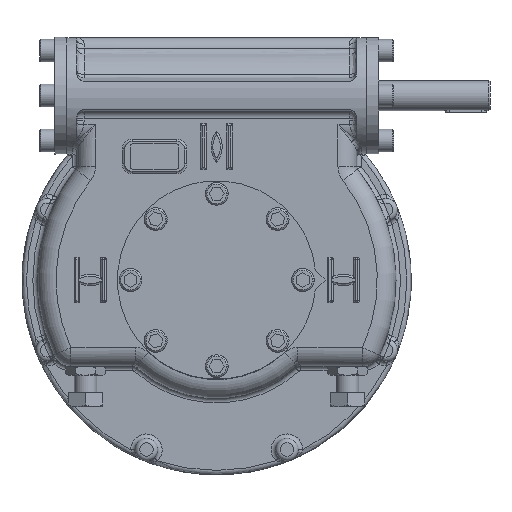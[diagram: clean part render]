
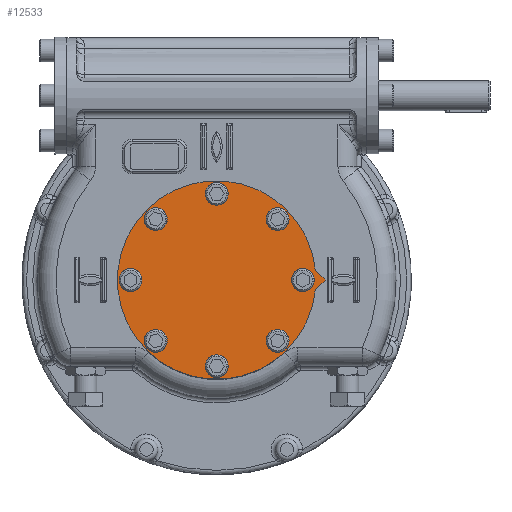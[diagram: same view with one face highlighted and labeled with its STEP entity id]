
A CAD part, top view. The second image highlights one B-rep face of the part: STEP entity #12533.
In plain terms, the highlighted planar face has unit normal (0, 0, 1).
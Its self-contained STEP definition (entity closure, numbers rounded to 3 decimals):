
#978=LINE('',#27365,#1749);
#981=LINE('',#27370,#1752);
#1749=VECTOR('',#16782,1000.);
#1752=VECTOR('',#16787,1000.);
#2207=PLANE('',#14111);
#2507=CIRCLE('',#14099,132.5);
#2516=CIRCLE('',#14112,10.5);
#2517=CIRCLE('',#14113,10.5);
#2518=CIRCLE('',#14114,10.5);
#2519=CIRCLE('',#14115,10.5);
#2520=CIRCLE('',#14116,10.5);
#2521=CIRCLE('',#14117,10.5);
#2522=CIRCLE('',#14118,10.5);
#2523=CIRCLE('',#14119,10.5);
#4845=ORIENTED_EDGE('',*,*,#7460,.F.);
#4846=ORIENTED_EDGE('',*,*,#7461,.F.);
#4847=ORIENTED_EDGE('',*,*,#7462,.F.);
#4848=ORIENTED_EDGE('',*,*,#7463,.F.);
#4849=ORIENTED_EDGE('',*,*,#7464,.F.);
#4850=ORIENTED_EDGE('',*,*,#7465,.F.);
#4851=ORIENTED_EDGE('',*,*,#7466,.F.);
#4852=ORIENTED_EDGE('',*,*,#7467,.F.);
#4853=ORIENTED_EDGE('',*,*,#7445,.F.);
#4854=ORIENTED_EDGE('',*,*,#7451,.F.);
#4855=ORIENTED_EDGE('',*,*,#7448,.F.);
#7445=EDGE_CURVE('',#9059,#9060,#2507,.T.);
#7448=EDGE_CURVE('',#9060,#9062,#978,.T.);
#7451=EDGE_CURVE('',#9062,#9059,#981,.T.);
#7460=EDGE_CURVE('',#9071,#9071,#2516,.T.);
#7461=EDGE_CURVE('',#9072,#9072,#2517,.T.);
#7462=EDGE_CURVE('',#9073,#9073,#2518,.T.);
#7463=EDGE_CURVE('',#9074,#9074,#2519,.T.);
#7464=EDGE_CURVE('',#9075,#9075,#2520,.T.);
#7465=EDGE_CURVE('',#9076,#9076,#2521,.T.);
#7466=EDGE_CURVE('',#9077,#9077,#2522,.T.);
#7467=EDGE_CURVE('',#9078,#9078,#2523,.T.);
#9059=VERTEX_POINT('',#27358);
#9060=VERTEX_POINT('',#27360);
#9062=VERTEX_POINT('',#27366);
#9071=VERTEX_POINT('',#27390);
#9072=VERTEX_POINT('',#27392);
#9073=VERTEX_POINT('',#27394);
#9074=VERTEX_POINT('',#27396);
#9075=VERTEX_POINT('',#27398);
#9076=VERTEX_POINT('',#27400);
#9077=VERTEX_POINT('',#27402);
#9078=VERTEX_POINT('',#27404);
#10618=EDGE_LOOP('',(#4845));
#10619=EDGE_LOOP('',(#4846));
#10620=EDGE_LOOP('',(#4847));
#10621=EDGE_LOOP('',(#4848));
#10622=EDGE_LOOP('',(#4849));
#10623=EDGE_LOOP('',(#4850));
#10624=EDGE_LOOP('',(#4851));
#10625=EDGE_LOOP('',(#4852));
#10626=EDGE_LOOP('',(#4853,#4854,#4855));
#11611=FACE_BOUND('',#10618,.T.);
#11612=FACE_BOUND('',#10619,.T.);
#11613=FACE_BOUND('',#10620,.T.);
#11614=FACE_BOUND('',#10621,.T.);
#11615=FACE_BOUND('',#10622,.T.);
#11616=FACE_BOUND('',#10623,.T.);
#11617=FACE_BOUND('',#10624,.T.);
#11618=FACE_BOUND('',#10625,.T.);
#11619=FACE_BOUND('',#10626,.T.);
#12533=ADVANCED_FACE('',(#11611,#11612,#11613,#11614,#11615,#11616,#11617,
#11618,#11619),#2207,.F.);
#14099=AXIS2_PLACEMENT_3D('',#27359,#16776,#16777);
#14111=AXIS2_PLACEMENT_3D('',#27388,#16806,#16807);
#14112=AXIS2_PLACEMENT_3D('',#27389,#16808,#16809);
#14113=AXIS2_PLACEMENT_3D('',#27391,#16810,#16811);
#14114=AXIS2_PLACEMENT_3D('',#27393,#16812,#16813);
#14115=AXIS2_PLACEMENT_3D('',#27395,#16814,#16815);
#14116=AXIS2_PLACEMENT_3D('',#27397,#16816,#16817);
#14117=AXIS2_PLACEMENT_3D('',#27399,#16818,#16819);
#14118=AXIS2_PLACEMENT_3D('',#27401,#16820,#16821);
#14119=AXIS2_PLACEMENT_3D('',#27403,#16822,#16823);
#16776=DIRECTION('',(0.,0.,-1.));
#16777=DIRECTION('',(1.,0.,0.));
#16782=DIRECTION('',(0.707,-0.707,0.));
#16787=DIRECTION('',(-0.707,-0.707,0.));
#16806=DIRECTION('',(0.,0.,-1.));
#16807=DIRECTION('',(-1.,0.,0.));
#16808=DIRECTION('',(0.,0.,1.));
#16809=DIRECTION('',(1.,0.,0.));
#16810=DIRECTION('',(0.,0.,1.));
#16811=DIRECTION('',(0.707,-0.707,0.));
#16812=DIRECTION('',(0.,0.,1.));
#16813=DIRECTION('',(0.,-1.,0.));
#16814=DIRECTION('',(0.,0.,1.));
#16815=DIRECTION('',(-0.707,-0.707,0.));
#16816=DIRECTION('',(0.,0.,1.));
#16817=DIRECTION('',(-1.,0.,0.));
#16818=DIRECTION('',(0.,0.,1.));
#16819=DIRECTION('',(-0.707,0.707,0.));
#16820=DIRECTION('',(0.,0.,1.));
#16821=DIRECTION('',(0.,1.,0.));
#16822=DIRECTION('',(0.,0.,1.));
#16823=DIRECTION('',(0.707,0.707,0.));
#27358=CARTESIAN_POINT('',(131.845,-13.155,70.25));
#27359=CARTESIAN_POINT('',(0.,0.,70.25));
#27360=CARTESIAN_POINT('',(131.845,13.155,70.25));
#27365=CARTESIAN_POINT('',(131.845,13.155,70.25));
#27366=CARTESIAN_POINT('',(145.,0.,70.25));
#27370=CARTESIAN_POINT('',(145.,0.,70.25));
#27388=CARTESIAN_POINT('',(0.,0.,70.25));
#27389=CARTESIAN_POINT('',(0.,115.,70.25));
#27390=CARTESIAN_POINT('',(10.5,115.,70.25));
#27391=CARTESIAN_POINT('',(81.317,81.317,70.25));
#27392=CARTESIAN_POINT('',(88.742,73.893,70.25));
#27393=CARTESIAN_POINT('',(115.,0.,70.25));
#27394=CARTESIAN_POINT('',(115.,-10.5,70.25));
#27395=CARTESIAN_POINT('',(81.317,-81.317,70.25));
#27396=CARTESIAN_POINT('',(73.893,-88.742,70.25));
#27397=CARTESIAN_POINT('',(0.,-115.,70.25));
#27398=CARTESIAN_POINT('',(-10.5,-115.,70.25));
#27399=CARTESIAN_POINT('',(-81.317,-81.317,70.25));
#27400=CARTESIAN_POINT('',(-88.742,-73.893,70.25));
#27401=CARTESIAN_POINT('',(-115.,0.,70.25));
#27402=CARTESIAN_POINT('',(-115.,10.5,70.25));
#27403=CARTESIAN_POINT('',(-81.317,81.317,70.25));
#27404=CARTESIAN_POINT('',(-73.893,88.742,70.25));
